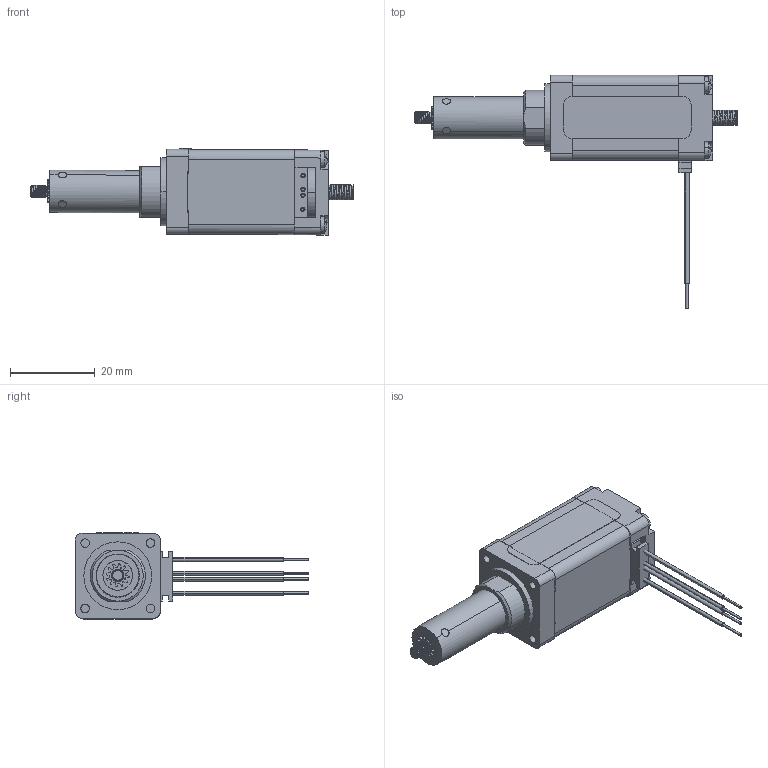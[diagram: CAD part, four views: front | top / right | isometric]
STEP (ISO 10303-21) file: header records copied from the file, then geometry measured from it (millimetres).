
FILE_DESCRIPTION (( 'STEP AP214' ), '1' );
FILE_NAME ('8K22-25.STEP', '2023-03-07T06:38:53', ( '' ), ( '' ), 'SwSTEP 2.0', 'SolidWorks 2022', '' );
FILE_SCHEMA (( 'AUTOMOTIVE_DESIGN' ));
Length unit declared in the file: millimetre
Products named in the file (32): 03-089（YK8H2040空心轴转子总成）.STP; 20注塑基体.STP; 03-202.STP; 05-0585-3.STP; 06-006预紧.STP; 8K22-25.STP; 09-005-3（绿）.STP; 15-001-017漆包线（8H2040）.STP; 10-051（限位垫）.STP; 07-007轴承.STP; 02-102铁芯.STP; 01-017-3.STP; 20花键轴注塑螺母.STP; 02-072-1（0.5A，8H2040定子总成）.STP; 20，28花键轴.STP; 04-110(8N2040铜轴).STP; 03-089隔磁片.STP; 11-002（8H2040螺钉）.STP; 09-005-4（绿白）.STP; 限位垫 0.7.STP; 20双厚标签.STP; 01-018-7.STP; 03-089转子叠片.STP; 06-234（固定轴滑轨预紧）.STP; 09-005-2（红白）.STP; 03-089磁钢.STP; 20不锈钢轴注塑-2.STP; 10-001垫片.STP; 09-005-1（红）.STP; 04-058注塑螺母.STP; 04-181（8N2040铜轴注塑）.STP; 8K22-25
Assembly tree (39 placements, depth 5):
  8K22-25
    8K22-25.STP
      02-072-1（0.5A，8H2040定子总成）.STP
        15-001-017漆包线（8H2040）.STP
        09-005-1（红）.STP
        09-005-2（红白）.STP
        09-005-3（绿）.STP
        09-005-4（绿白）.STP
        02-102铁芯.STP
      03-202.STP
        04-181（8N2040铜轴注塑）.STP
          04-110(8N2040铜轴).STP
        03-089（YK8H2040空心轴转子总成）.STP
          03-089磁钢.STP  x2
          03-089转子叠片.STP  x4
          03-089隔磁片.STP
        04-058注塑螺母.STP
      20不锈钢轴注塑-2.STP
        20花键轴注塑螺母.STP
        20注塑基体.STP
      11-002（8H2040螺钉）.STP  x4
      01-017-3.STP
      01-018-7.STP
      06-006预紧.STP
      10-001垫片.STP
      07-007轴承.STP  x2
      10-051（限位垫）.STP
      限位垫 0.7.STP
      20，28花键轴.STP
      05-0585-3.STP
      06-234（固定轴滑轨预紧）.STP
      20双厚标签.STP
Bounding box: 76.11 x 55 x 20.29 mm (x, y, z)
Volume: 13709.6 mm3; surface area: 26551.9 mm2
Topology: 49 solids, 49 shells, 2673 faces, 7677 edges, 5081 vertices
Faces by surface type: cylinder 1625, plane 981, torus 32, cone 15, bspline 12, sphere 8
Entity records: 70556 total; most frequent: CARTESIAN_POINT 25736, DIRECTION 9627, ORIENTED_EDGE 9090, EDGE_CURVE 4545, AXIS2_PLACEMENT_3D 3613, VERTEX_POINT 2995, VECTOR 2401, LINE 2401
